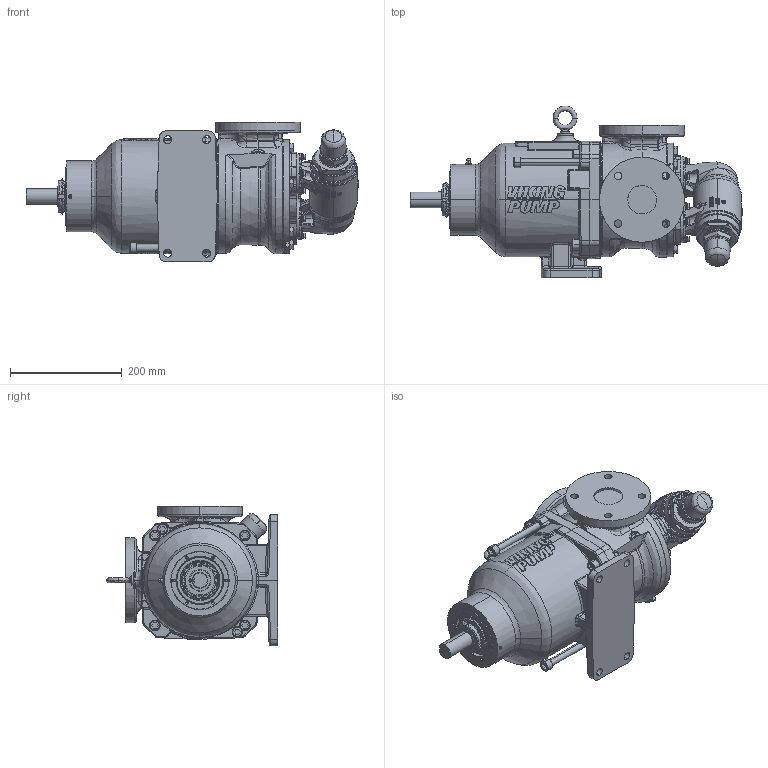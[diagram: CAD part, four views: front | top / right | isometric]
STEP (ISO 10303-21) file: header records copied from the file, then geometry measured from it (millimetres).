
FILE_DESCRIPTION (( 'STEP AP214' ), '1' );
FILE_NAME ('KK8123A.STEP', '2017-08-23T20:26:54', ( '' ), ( '' ), 'SwSTEP 2.0', 'SolidWorks 2016', '' );
FILE_SCHEMA (( 'AUTOMOTIVE_DESIGN' ));
Length unit declared in the file: inch
Products named in the file (2): KK8123A
Bounding box: 594.98 x 307.85 x 250.82 mm (x, y, z)
Volume: 14646293.5 mm3; surface area: 587227.7 mm2
Topology: 1 solids, 1 shells, 3006 faces, 7705 edges, 4723 vertices
Faces by surface type: bspline 1185, plane 930, cylinder 622, cone 269
Entity records: 270804 total; most frequent: CARTESIAN_POINT 182394, ORIENTED_EDGE 15206, DIRECTION 9745, EDGE_CURVE 7603, VERTEX_POINT 4723, AXIS2_PLACEMENT_3D 3648, B_SPLINE_CURVE_WITH_KNOTS 3212, EDGE_LOOP 3176
